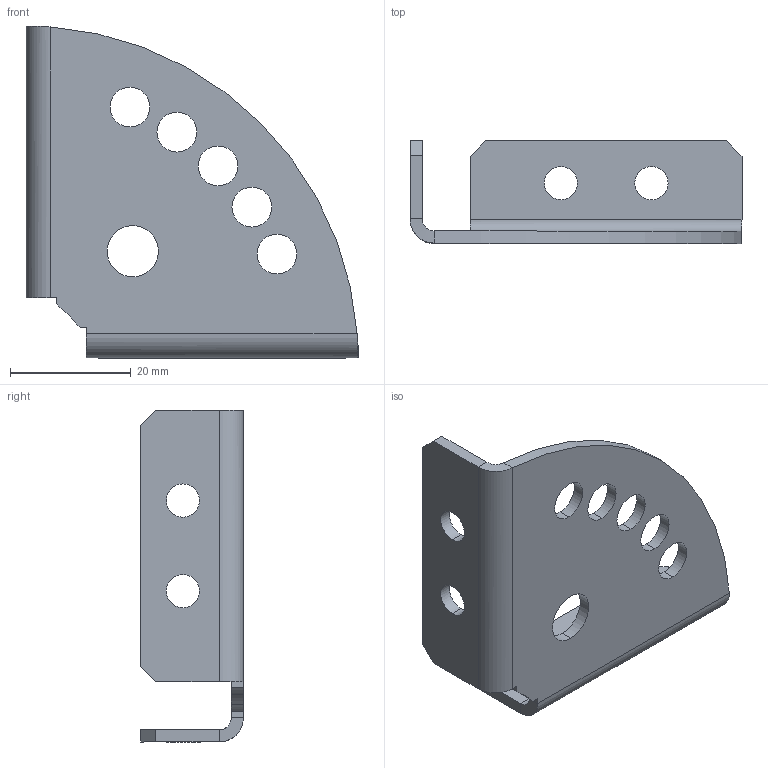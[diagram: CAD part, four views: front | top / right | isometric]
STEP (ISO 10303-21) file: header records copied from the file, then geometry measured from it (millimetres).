
FILE_DESCRIPTION (( 'STEP AP203' ), '1' );
FILE_NAME ('Àäàïòåð îïîðû óãëîâîé 20 (öèíê).STEP', '2022-08-31T06:58:25', ( 'user' ), ( '' ), 'SwSTEP 2.0', 'SolidWorks 2022', '' );
FILE_SCHEMA (( 'CONFIG_CONTROL_DESIGN' ));
Length unit declared in the file: millimetre
Products named in the file (1): Àäàïòåð îïîðû óãëîâîé 20 (öèíê)
Bounding box: 55 x 17 x 55 mm (x, y, z)
Volume: 6382.3 mm3; surface area: 7267.4 mm2
Topology: 1 solids, 1 shells, 52 faces, 134 edges, 84 vertices
Faces by surface type: cylinder 28, plane 22, bspline 2
Entity records: 1799 total; most frequent: CARTESIAN_POINT 385, DIRECTION 284, ORIENTED_EDGE 268, EDGE_CURVE 134, AXIS2_PLACEMENT_3D 103, VERTEX_POINT 84, VECTOR 78, LINE 78
